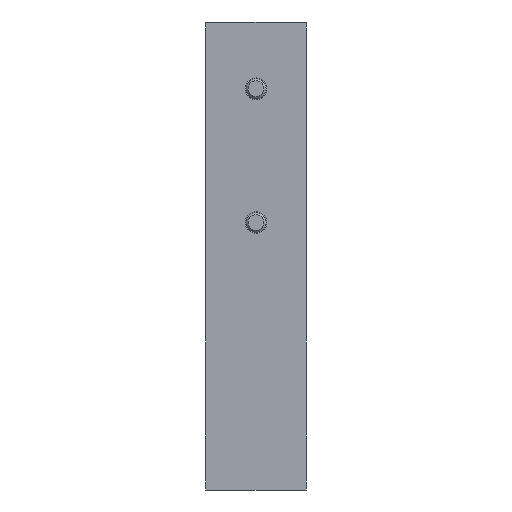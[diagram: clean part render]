
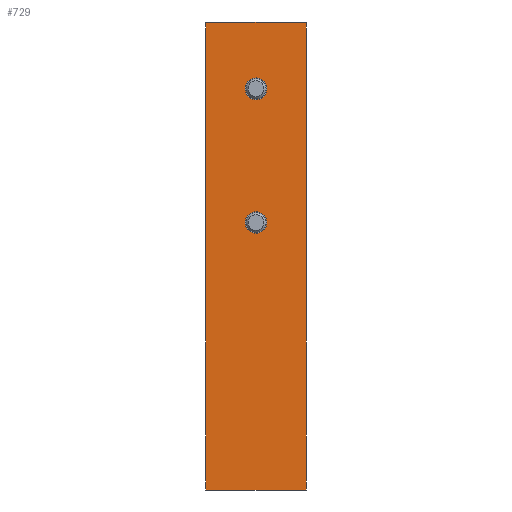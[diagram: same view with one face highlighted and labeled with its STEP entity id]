
A CAD part, left-side view. The second image highlights one B-rep face of the part: STEP entity #729.
In plain terms, the highlighted planar face has unit normal (-1, 0, 0).
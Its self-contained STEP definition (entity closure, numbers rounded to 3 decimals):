
#29=FACE_BOUND('',#149,.T.);
#30=FACE_BOUND('',#150,.T.);
#56=CIRCLE('',#777,3.25);
#58=CIRCLE('',#780,3.25);
#100=FACE_OUTER_BOUND('',#148,.T.);
#148=EDGE_LOOP('',(#577,#578,#579,#580));
#149=EDGE_LOOP('',(#581));
#150=EDGE_LOOP('',(#582));
#211=LINE('',#1171,#279);
#212=LINE('',#1174,#280);
#213=LINE('',#1176,#281);
#214=LINE('',#1177,#282);
#279=VECTOR('',#954,1.);
#280=VECTOR('',#957,1.);
#281=VECTOR('',#958,1.);
#282=VECTOR('',#959,1.);
#330=VERTEX_POINT('',#1116);
#332=VERTEX_POINT('',#1122);
#348=VERTEX_POINT('',#1167);
#349=VERTEX_POINT('',#1169);
#350=VERTEX_POINT('',#1173);
#351=VERTEX_POINT('',#1175);
#406=EDGE_CURVE('',#330,#330,#56,.T.);
#409=EDGE_CURVE('',#332,#332,#58,.T.);
#433=EDGE_CURVE('',#348,#349,#211,.T.);
#434=EDGE_CURVE('',#350,#348,#212,.T.);
#435=EDGE_CURVE('',#351,#349,#213,.T.);
#436=EDGE_CURVE('',#350,#351,#214,.T.);
#577=ORIENTED_EDGE('',*,*,#434,.T.);
#578=ORIENTED_EDGE('',*,*,#433,.T.);
#579=ORIENTED_EDGE('',*,*,#435,.F.);
#580=ORIENTED_EDGE('',*,*,#436,.F.);
#581=ORIENTED_EDGE('',*,*,#406,.T.);
#582=ORIENTED_EDGE('',*,*,#409,.T.);
#691=PLANE('',#797);
#729=ADVANCED_FACE('',(#100,#29,#30),#691,.T.);
#777=AXIS2_PLACEMENT_3D('',#1117,#899,#900);
#780=AXIS2_PLACEMENT_3D('',#1123,#906,#907);
#797=AXIS2_PLACEMENT_3D('',#1172,#955,#956);
#899=DIRECTION('center_axis',(1.,0.,0.));
#900=DIRECTION('ref_axis',(0.,-1.,0.));
#906=DIRECTION('center_axis',(1.,0.,0.));
#907=DIRECTION('ref_axis',(0.,-1.,0.));
#954=DIRECTION('',(0.,-1.,0.));
#955=DIRECTION('center_axis',(-1.,0.,0.));
#956=DIRECTION('ref_axis',(0.,0.,-1.));
#957=DIRECTION('',(0.,0.,-1.));
#958=DIRECTION('',(0.,0.,-1.));
#959=DIRECTION('',(0.,-1.,0.));
#1116=CARTESIAN_POINT('',(0.,3.25,120.));
#1117=CARTESIAN_POINT('Origin',(0.,0.,120.));
#1122=CARTESIAN_POINT('',(0.,3.25,80.));
#1123=CARTESIAN_POINT('Origin',(0.,0.,80.));
#1167=CARTESIAN_POINT('',(0.,15.,0.));
#1169=CARTESIAN_POINT('',(0.,-15.,0.));
#1171=CARTESIAN_POINT('',(0.,15.,0.));
#1172=CARTESIAN_POINT('Origin',(0.,15.,139.997));
#1173=CARTESIAN_POINT('',(0.,15.,139.997));
#1174=CARTESIAN_POINT('',(0.,15.,139.997));
#1175=CARTESIAN_POINT('',(0.,-15.,139.997));
#1176=CARTESIAN_POINT('',(0.,-15.,139.997));
#1177=CARTESIAN_POINT('',(0.,15.,139.997));
